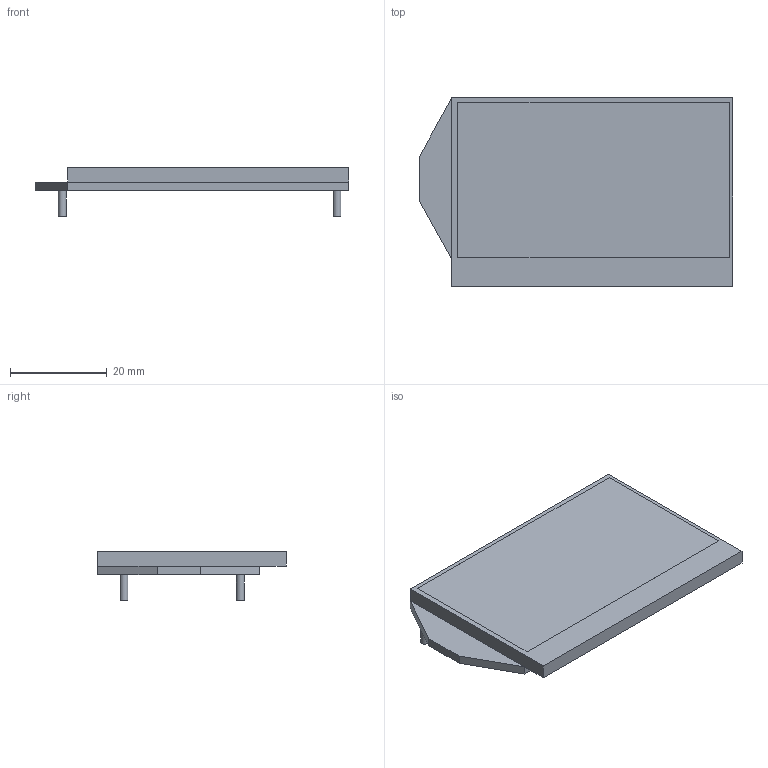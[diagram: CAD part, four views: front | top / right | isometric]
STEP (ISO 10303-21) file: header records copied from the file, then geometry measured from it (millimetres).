
FILE_DESCRIPTION(('STEP AP203'), '1');
FILE_NAME('Äèñïëåé', '2025-02-18T08:31:20', ('ava'), (''), 'ASCON STEP Converter 1.3', 'ASCON Math Kernel', '');
FILE_SCHEMA(('CONFIG_CONTROL_DESIGN'));
Length unit declared in the file: millimetre
Products named in the file (1): 1
Bounding box: 64.8 x 38.9 x 10.1 mm (x, y, z)
Volume: 10534 mm3; surface area: 5770.3 mm2
Topology: 1 solids, 1 shells, 21 faces, 45 edges, 29 vertices
Faces by surface type: plane 19, cylinder 2
Full cylindrical faces by diameter (mm): 1.6 x2
Entity records: 757 total; most frequent: CARTESIAN_POINT 94, DIRECTION 91, ORIENTED_EDGE 86, EDGE_CURVE 43, LINE 39, VECTOR 39, VERTEX_POINT 29, AXIS2_PLACEMENT_3D 26
